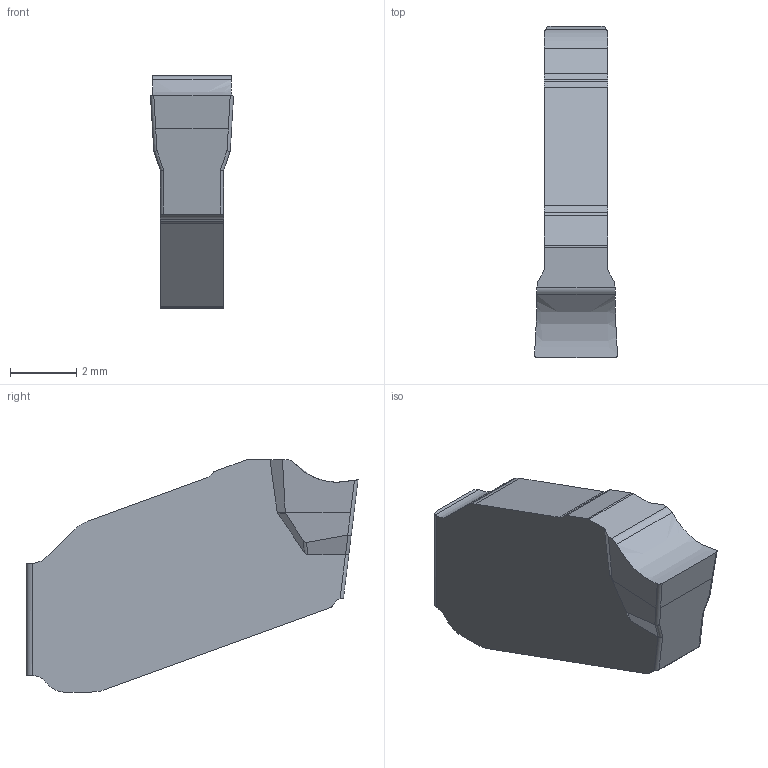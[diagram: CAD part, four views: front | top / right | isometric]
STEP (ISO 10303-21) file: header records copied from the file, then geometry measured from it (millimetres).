
FILE_DESCRIPTION(/* description */ (''),/* implementation_level */ '2;1');
FILE_NAME(/* name */ 'aaa340593_a.stp',/* time_stamp */ '2019-10-07T11:02:24+02:00',/* author */ (''),/* organization */ ('SMS'),/* preprocessor_version */ 'ST-DEVELOPER v16.7',/* originating_system */ 'SIEMENS PLM Software NX 12.0',/* authorisation */ '');
FILE_SCHEMA (('AUTOMOTIVE_DESIGN { 1 0 10303 214 3 1 1 1 }'));
Length unit declared in the file: millimetre
Products named in the file (1): AAA340593_A
Bounding box: 2.5 x 10 x 7 mm (x, y, z)
Volume: 91.5 mm3; surface area: 149.9 mm2
Topology: 1 solids, 1 shells, 53 faces, 152 edges, 103 vertices
Faces by surface type: plane 26, cylinder 22, extrusion 5
Entity records: 1983 total; most frequent: CARTESIAN_POINT 511, ORIENTED_EDGE 302, DIRECTION 298, EDGE_CURVE 151, AXIS2_PLACEMENT_3D 101, VERTEX_POINT 100, VECTOR 96, LINE 91
